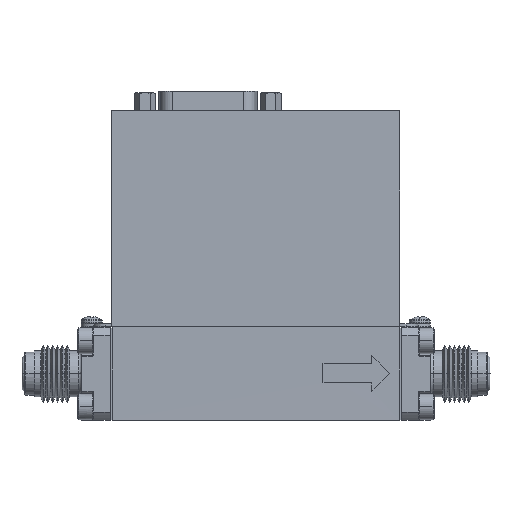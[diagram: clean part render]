
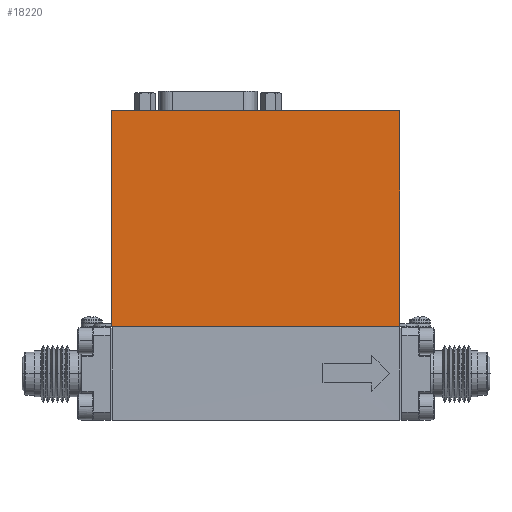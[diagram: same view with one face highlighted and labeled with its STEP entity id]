
A CAD part, top view. The second image highlights one B-rep face of the part: STEP entity #18220.
In plain terms, the highlighted planar face has unit normal (0, 0, 1).
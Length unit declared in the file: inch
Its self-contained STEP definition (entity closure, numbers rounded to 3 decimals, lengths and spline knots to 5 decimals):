
#2434 = LINE ( 'NONE', #11664, #19066 ) ;
#3148 = LINE ( 'NONE', #12407, #20491 ) ;
#5003 = FACE_OUTER_BOUND ( 'NONE', #29055, .T. ) ;
#8444 = LINE ( 'NONE', #11834, #26325 ) ;
#9687 = DIRECTION ( 'NONE',  ( 1., 0., 0. ) ) ;
#9760 = DIRECTION ( 'NONE',  ( 0., 0., 1. ) ) ;
#9826 = PLANE ( 'NONE',  #15109 ) ;
#9857 = CARTESIAN_POINT ( 'NONE',  ( 1.498, 2.738, 0.735 ) ) ;
#11535 = DIRECTION ( 'NONE',  ( 0., 1., 0. ) ) ;
#11664 = CARTESIAN_POINT ( 'NONE',  ( 1.498, 2.738, 0.735 ) ) ;
#11726 = DIRECTION ( 'NONE',  ( 1., 0., 0. ) ) ;
#11834 = CARTESIAN_POINT ( 'NONE',  ( 1.498, 0.488, 0.735 ) ) ;
#12101 = CARTESIAN_POINT ( 'NONE',  ( -1.502, 2.738, 0.735 ) ) ;
#12173 = DIRECTION ( 'NONE',  ( 0., -1., 0. ) ) ;
#12341 = DIRECTION ( 'NONE',  ( -1., 0., 0. ) ) ;
#12407 = CARTESIAN_POINT ( 'NONE',  ( 1.498, 2.738, 0.735 ) ) ;
#12753 = VERTEX_POINT ( 'NONE', #28953 ) ;
#13737 = CARTESIAN_POINT ( 'NONE',  ( 1.498, 2.738, 0.735 ) ) ;
#13757 = LINE ( 'NONE', #12101, #19771 ) ;
#14808 = ORIENTED_EDGE ( 'NONE', *, *, #18060, .T. ) ;
#15109 = AXIS2_PLACEMENT_3D ( 'NONE', #9857, #9760, #9687 ) ;
#17462 = ORIENTED_EDGE ( 'NONE', *, *, #18097, .T. ) ;
#18060 = EDGE_CURVE ( 'NONE', #23238, #12753, #3148, .T. ) ;
#18090 = EDGE_CURVE ( 'NONE', #12753, #21120, #13757, .T. ) ;
#18094 = EDGE_CURVE ( 'NONE', #21120, #24830, #8444, .T. ) ;
#18097 = EDGE_CURVE ( 'NONE', #24830, #23238, #2434, .T. ) ;
#18220 = ADVANCED_FACE ( 'NONE', ( #5003 ), #9826, .T. ) ;
#19066 = VECTOR ( 'NONE', #11535, 39.37008 ) ;
#19771 = VECTOR ( 'NONE', #12173, 39.37008 ) ;
#20491 = VECTOR ( 'NONE', #12341, 39.37008 ) ;
#20711 = ORIENTED_EDGE ( 'NONE', *, *, #18090, .T. ) ;
#21120 = VERTEX_POINT ( 'NONE', #22355 ) ;
#22355 = CARTESIAN_POINT ( 'NONE',  ( -1.502, 0.488, 0.735 ) ) ;
#23238 = VERTEX_POINT ( 'NONE', #13737 ) ;
#24830 = VERTEX_POINT ( 'NONE', #26149 ) ;
#26149 = CARTESIAN_POINT ( 'NONE',  ( 1.498, 0.488, 0.735 ) ) ;
#26263 = ORIENTED_EDGE ( 'NONE', *, *, #18094, .T. ) ;
#26325 = VECTOR ( 'NONE', #11726, 39.37008 ) ;
#28953 = CARTESIAN_POINT ( 'NONE',  ( -1.502, 2.738, 0.735 ) ) ;
#29055 = EDGE_LOOP ( 'NONE', ( #14808, #20711, #26263, #17462 ) ) ;
